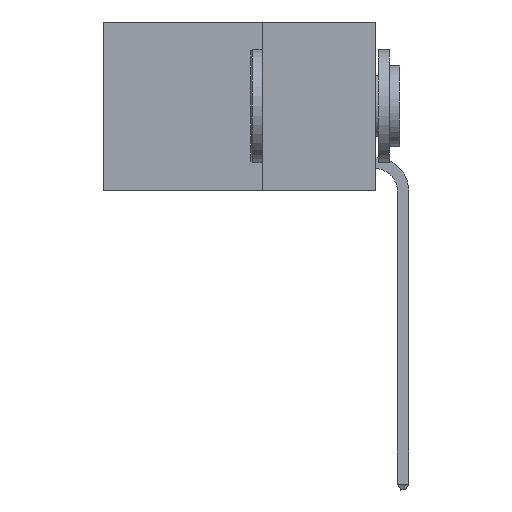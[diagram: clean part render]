
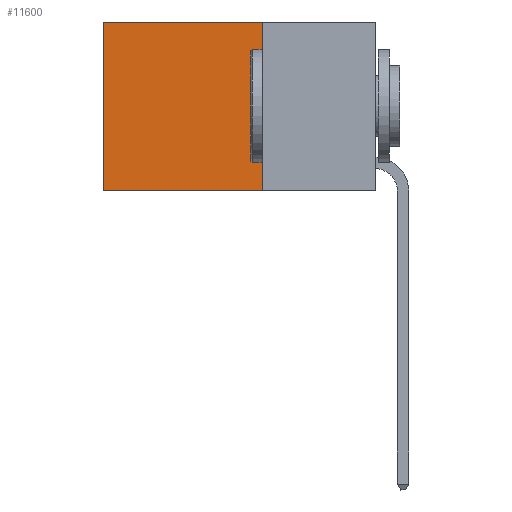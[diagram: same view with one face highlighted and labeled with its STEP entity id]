
A CAD part, left-side view. The second image highlights one B-rep face of the part: STEP entity #11600.
In plain terms, the highlighted planar face has unit normal (-1, 0, 0).
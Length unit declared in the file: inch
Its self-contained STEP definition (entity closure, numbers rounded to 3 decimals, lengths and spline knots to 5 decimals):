
#16 = FACE_OUTER_BOUND ( 'NONE', #18604, .T. ) ;
#1197 = DIRECTION ( 'NONE',  ( 0., 1., 0. ) ) ;
#1520 = EDGE_CURVE ( 'NONE', #8080, #17032, #5347, .T. ) ;
#1878 = DIRECTION ( 'NONE',  ( 0., 0., -1. ) ) ;
#2672 = ORIENTED_EDGE ( 'NONE', *, *, #9870, .T. ) ;
#2753 = DIRECTION ( 'NONE',  ( 0., 1., 0. ) ) ;
#3630 = EDGE_CURVE ( 'NONE', #6037, #12504, #15997, .T. ) ;
#4198 = CARTESIAN_POINT ( 'NONE',  ( 0.2625, 0.6, -0.37 ) ) ;
#4522 = PLANE ( 'NONE',  #8418 ) ;
#4748 = DIRECTION ( 'NONE',  ( 0., 0., -1. ) ) ;
#5158 = CARTESIAN_POINT ( 'NONE',  ( 0.2625, 0.25, -0.37 ) ) ;
#5347 = LINE ( 'NONE', #11321, #7073 ) ;
#5674 = CARTESIAN_POINT ( 'NONE',  ( 0.2625, 0.25, 0. ) ) ;
#6037 = VERTEX_POINT ( 'NONE', #5158 ) ;
#7073 = VECTOR ( 'NONE', #2753, 39.37008 ) ;
#7164 = CARTESIAN_POINT ( 'NONE',  ( 0.2625, 0.25, -0.37 ) ) ;
#7645 = CARTESIAN_POINT ( 'NONE',  ( 0.2625, 0.6, 0. ) ) ;
#8080 = VERTEX_POINT ( 'NONE', #8641 ) ;
#8418 = AXIS2_PLACEMENT_3D ( 'NONE', #5674, #11935, #17421 ) ;
#8641 = CARTESIAN_POINT ( 'NONE',  ( 0.2625, 0.25, 0. ) ) ;
#8672 = EDGE_CURVE ( 'NONE', #8080, #6037, #15129, .T. ) ;
#8764 = ORIENTED_EDGE ( 'NONE', *, *, #1520, .T. ) ;
#9525 = CARTESIAN_POINT ( 'NONE',  ( 0.2625, 0.6, 0. ) ) ;
#9562 = VECTOR ( 'NONE', #1878, 39.37008 ) ;
#9870 = EDGE_CURVE ( 'NONE', #17032, #12504, #17913, .T. ) ;
#11321 = CARTESIAN_POINT ( 'NONE',  ( 0.2625, 0.25, 0. ) ) ;
#11600 = ADVANCED_FACE ( 'NONE', ( #16 ), #4522, .F. ) ;
#11935 = DIRECTION ( 'NONE',  ( 1., 0., 0. ) ) ;
#12105 = ORIENTED_EDGE ( 'NONE', *, *, #8672, .F. ) ;
#12252 = CARTESIAN_POINT ( 'NONE',  ( 0.2625, 0.25, 0. ) ) ;
#12504 = VERTEX_POINT ( 'NONE', #4198 ) ;
#12674 = VECTOR ( 'NONE', #4748, 39.37008 ) ;
#15129 = LINE ( 'NONE', #12252, #9562 ) ;
#15997 = LINE ( 'NONE', #7164, #18288 ) ;
#17032 = VERTEX_POINT ( 'NONE', #9525 ) ;
#17421 = DIRECTION ( 'NONE',  ( 0., 0., -1. ) ) ;
#17913 = LINE ( 'NONE', #7645, #12674 ) ;
#18288 = VECTOR ( 'NONE', #1197, 39.37008 ) ;
#18498 = ORIENTED_EDGE ( 'NONE', *, *, #3630, .F. ) ;
#18604 = EDGE_LOOP ( 'NONE', ( #2672, #18498, #12105, #8764 ) ) ;
